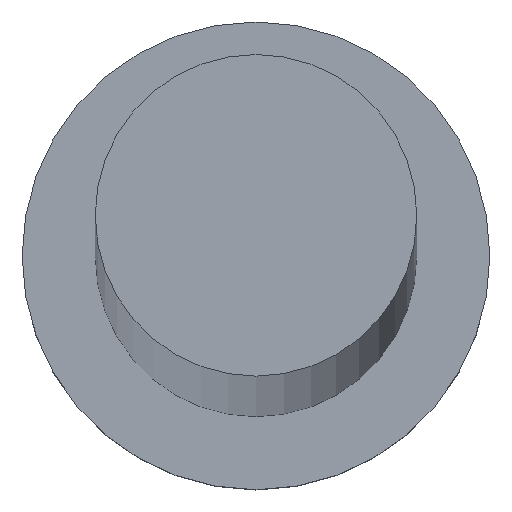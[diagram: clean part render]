
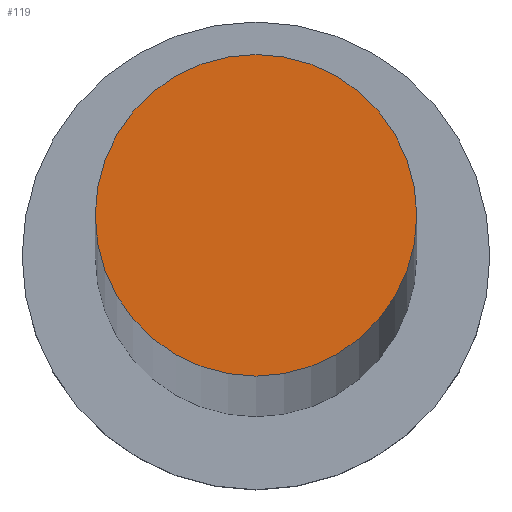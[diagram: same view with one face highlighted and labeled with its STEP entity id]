
A CAD part, top view. The second image highlights one B-rep face of the part: STEP entity #119.
In plain terms, the highlighted planar face has unit normal (0, 0, 1).
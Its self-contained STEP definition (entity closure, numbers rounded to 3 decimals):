
#27 = CIRCLE ( 'NONE', #98, 5.5 ) ;
#36 = CIRCLE ( 'NONE', #191, 5.5 ) ;
#43 = AXIS2_PLACEMENT_3D ( 'NONE', #92, #60, #245 ) ;
#60 = DIRECTION ( 'NONE',  ( 0., 0., 1. ) ) ;
#68 = VERTEX_POINT ( 'NONE', #182 ) ;
#70 = VERTEX_POINT ( 'NONE', #150 ) ;
#79 = EDGE_CURVE ( 'NONE', #70, #68, #36, .T. ) ;
#82 = ORIENTED_EDGE ( 'NONE', *, *, #255, .T. ) ;
#92 = CARTESIAN_POINT ( 'NONE',  ( 0., 0., 800. ) ) ;
#95 = DIRECTION ( 'NONE',  ( 0., 0., 1. ) ) ;
#98 = AXIS2_PLACEMENT_3D ( 'NONE', #118, #95, #194 ) ;
#106 = ORIENTED_EDGE ( 'NONE', *, *, #79, .T. ) ;
#113 = DIRECTION ( 'NONE',  ( 0., 0., 1. ) ) ;
#118 = CARTESIAN_POINT ( 'NONE',  ( 0., 0., 800. ) ) ;
#119 = ADVANCED_FACE ( 'NONE', ( #243 ), #135, .T. ) ;
#135 = PLANE ( 'NONE',  #43 ) ;
#150 = CARTESIAN_POINT ( 'NONE',  ( -5.5, 0., 800. ) ) ;
#182 = CARTESIAN_POINT ( 'NONE',  ( 5.5, 0., 800. ) ) ;
#191 = AXIS2_PLACEMENT_3D ( 'NONE', #238, #113, #223 ) ;
#194 = DIRECTION ( 'NONE',  ( 1., 0., 0. ) ) ;
#223 = DIRECTION ( 'NONE',  ( 1., 0., 0. ) ) ;
#238 = CARTESIAN_POINT ( 'NONE',  ( 0., 0., 800. ) ) ;
#243 = FACE_OUTER_BOUND ( 'NONE', #252, .T. ) ;
#245 = DIRECTION ( 'NONE',  ( 1., 0., 0. ) ) ;
#252 = EDGE_LOOP ( 'NONE', ( #106, #82 ) ) ;
#255 = EDGE_CURVE ( 'NONE', #68, #70, #27, .T. ) ;
